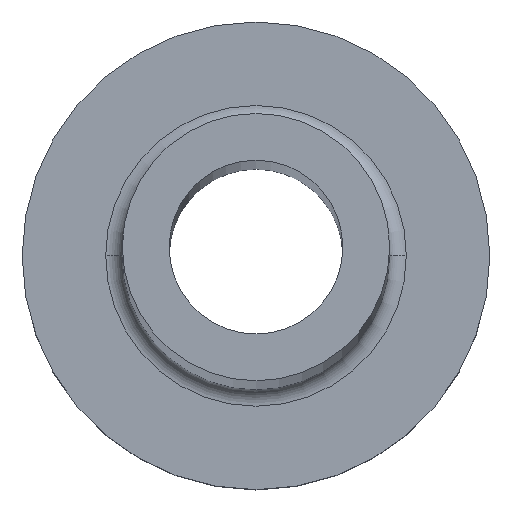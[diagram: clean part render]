
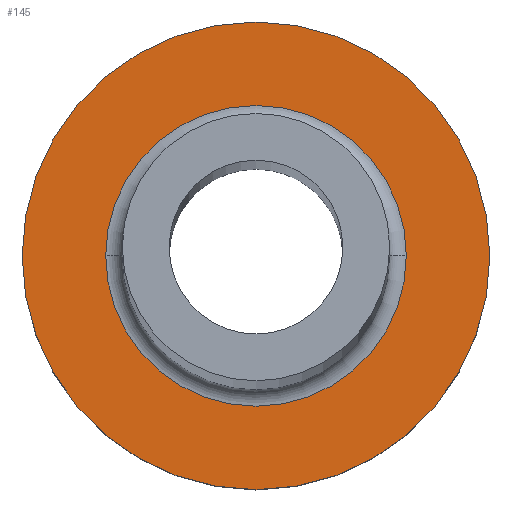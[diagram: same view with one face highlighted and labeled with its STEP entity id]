
A CAD part, top view. The second image highlights one B-rep face of the part: STEP entity #145.
In plain terms, the highlighted planar face has unit normal (0, 0, 1).
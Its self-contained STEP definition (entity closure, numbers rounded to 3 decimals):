
#9 = CARTESIAN_POINT ( 'NONE',  ( 0., 0., 5. ) ) ;
#16 = DIRECTION ( 'NONE',  ( 0., 0., 1. ) ) ;
#17 = DIRECTION ( 'NONE',  ( 1., 0., 0. ) ) ;
#25 = AXIS2_PLACEMENT_3D ( 'NONE', #112, #376, #320 ) ;
#29 = EDGE_CURVE ( 'NONE', #167, #254, #250, .T. ) ;
#53 = ORIENTED_EDGE ( 'NONE', *, *, #304, .T. ) ;
#56 = CIRCLE ( 'NONE', #25, 4.5 ) ;
#73 = CARTESIAN_POINT ( 'NONE',  ( -7., 0., 5. ) ) ;
#77 = DIRECTION ( 'NONE',  ( 0., 0., 1. ) ) ;
#86 = CIRCLE ( 'NONE', #301, 7. ) ;
#98 = AXIS2_PLACEMENT_3D ( 'NONE', #165, #192, #108 ) ;
#103 = CARTESIAN_POINT ( 'NONE',  ( 0., 0., 5. ) ) ;
#108 = DIRECTION ( 'NONE',  ( 1., 0., 0. ) ) ;
#112 = CARTESIAN_POINT ( 'NONE',  ( 0., 0., 5. ) ) ;
#129 = DIRECTION ( 'NONE',  ( 1., 0., 0. ) ) ;
#143 = EDGE_LOOP ( 'NONE', ( #321, #187 ) ) ;
#144 = CARTESIAN_POINT ( 'NONE',  ( -4.5, 0., 5. ) ) ;
#145 = ADVANCED_FACE ( 'NONE', ( #315, #309 ), #163, .T. ) ;
#153 = DIRECTION ( 'NONE',  ( 0., 0., 1. ) ) ;
#157 = EDGE_CURVE ( 'NONE', #254, #167, #86, .T. ) ;
#163 = PLANE ( 'NONE',  #239 ) ;
#165 = CARTESIAN_POINT ( 'NONE',  ( 0., 0., 5. ) ) ;
#167 = VERTEX_POINT ( 'NONE', #73 ) ;
#174 = EDGE_LOOP ( 'NONE', ( #358, #53 ) ) ;
#187 = ORIENTED_EDGE ( 'NONE', *, *, #157, .T. ) ;
#191 = CARTESIAN_POINT ( 'NONE',  ( 4.5, 0., 5. ) ) ;
#192 = DIRECTION ( 'NONE',  ( 0., 0., -1. ) ) ;
#225 = DIRECTION ( 'NONE',  ( 1., 0., 0. ) ) ;
#228 = EDGE_CURVE ( 'NONE', #247, #314, #245, .T. ) ;
#239 = AXIS2_PLACEMENT_3D ( 'NONE', #103, #16, #225 ) ;
#245 = CIRCLE ( 'NONE', #98, 4.5 ) ;
#247 = VERTEX_POINT ( 'NONE', #191 ) ;
#250 = CIRCLE ( 'NONE', #363, 7. ) ;
#254 = VERTEX_POINT ( 'NONE', #341 ) ;
#256 = CARTESIAN_POINT ( 'NONE',  ( 0., 0., 5. ) ) ;
#301 = AXIS2_PLACEMENT_3D ( 'NONE', #256, #77, #17 ) ;
#304 = EDGE_CURVE ( 'NONE', #314, #247, #56, .T. ) ;
#309 = FACE_OUTER_BOUND ( 'NONE', #143, .T. ) ;
#314 = VERTEX_POINT ( 'NONE', #144 ) ;
#315 = FACE_BOUND ( 'NONE', #174, .T. ) ;
#320 = DIRECTION ( 'NONE',  ( 1., 0., 0. ) ) ;
#321 = ORIENTED_EDGE ( 'NONE', *, *, #29, .T. ) ;
#341 = CARTESIAN_POINT ( 'NONE',  ( 7., 0., 5. ) ) ;
#358 = ORIENTED_EDGE ( 'NONE', *, *, #228, .T. ) ;
#363 = AXIS2_PLACEMENT_3D ( 'NONE', #9, #153, #129 ) ;
#376 = DIRECTION ( 'NONE',  ( 0., 0., -1. ) ) ;
